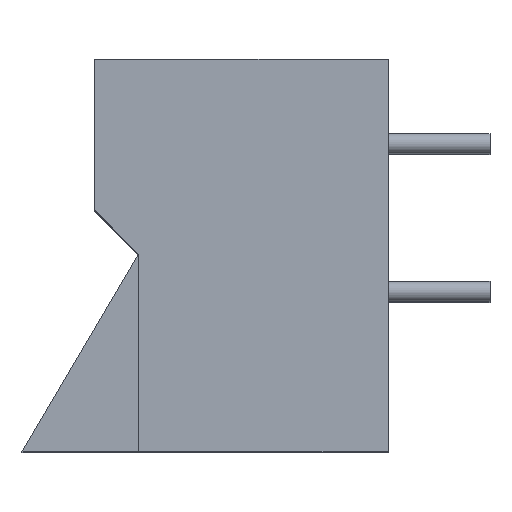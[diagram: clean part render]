
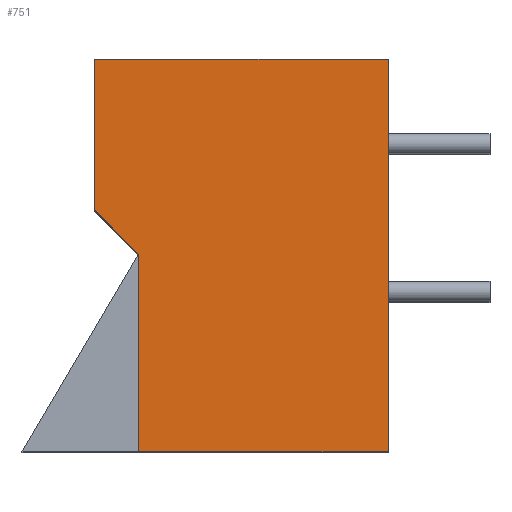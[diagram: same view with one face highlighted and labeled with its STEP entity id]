
A CAD part, top view. The second image highlights one B-rep face of the part: STEP entity #751.
In plain terms, the highlighted planar face has unit normal (0, 0, 1).
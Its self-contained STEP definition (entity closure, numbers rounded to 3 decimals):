
#751=ADVANCED_FACE('',(#1104),#1106,.T.);
#1104=FACE_BOUND('',#1105,.T.);
#1105=EDGE_LOOP('',(#1312,#1313,#1314,#1315,#1316,#1317));
#1106=PLANE('',#1107);
#1107=AXIS2_PLACEMENT_3D('',#1108,#1109,#1110);
#1108=CARTESIAN_POINT('',(0.,0.,0.));
#1109=DIRECTION('',(0.,0.,1.));
#1110=DIRECTION('',(1.,0.,0.));
#1312=ORIENTED_EDGE('',*,*,#1411,.T.);
#1313=ORIENTED_EDGE('',*,*,#1415,.T.);
#1314=ORIENTED_EDGE('',*,*,#1418,.T.);
#1315=ORIENTED_EDGE('',*,*,#1421,.T.);
#1316=ORIENTED_EDGE('',*,*,#1424,.T.);
#1317=ORIENTED_EDGE('',*,*,#1426,.T.);
#1411=EDGE_CURVE('',#1578,#1576,#1579,.T.);
#1415=EDGE_CURVE('',#1576,#1583,#1585,.T.);
#1418=EDGE_CURVE('',#1583,#1588,#1590,.T.);
#1421=EDGE_CURVE('',#1588,#1593,#1595,.T.);
#1424=EDGE_CURVE('',#1593,#1598,#1600,.T.);
#1426=EDGE_CURVE('',#1598,#1578,#1602,.T.);
#1576=VERTEX_POINT('',#1941);
#1578=VERTEX_POINT('',#1945);
#1579=LINE('',#1946,#1947);
#1583=VERTEX_POINT('',#1956);
#1585=LINE('',#1960,#1961);
#1588=VERTEX_POINT('',#1967);
#1590=LINE('',#1971,#1972);
#1593=VERTEX_POINT('',#1978);
#1595=LINE('',#1982,#1983);
#1598=VERTEX_POINT('',#1989);
#1600=LINE('',#1993,#1994);
#1602=LINE('',#1999,#2000);
#1941=CARTESIAN_POINT('',(10.1,0.,0.));
#1945=CARTESIAN_POINT('',(10.1,-13.513,0.));
#1946=CARTESIAN_POINT('',(10.1,-13.513,0.));
#1947=VECTOR('',#1948,1.);
#1948=DIRECTION('',(0.,1.,0.));
#1956=CARTESIAN_POINT('',(0.,0.,0.));
#1960=CARTESIAN_POINT('',(10.1,0.,0.));
#1961=VECTOR('',#1962,1.);
#1962=DIRECTION('',(-1.,0.,0.));
#1967=CARTESIAN_POINT('',(0.,-5.19,0.));
#1971=CARTESIAN_POINT('',(0.,0.,0.));
#1972=VECTOR('',#1973,1.);
#1973=DIRECTION('',(0.,-1.,0.));
#1978=CARTESIAN_POINT('',(1.5,-6.713,0.));
#1982=CARTESIAN_POINT('',(0.,-5.19,0.));
#1983=VECTOR('',#1984,1.);
#1984=DIRECTION('',(0.702,-0.712,0.));
#1989=CARTESIAN_POINT('',(1.5,-13.513,0.));
#1993=CARTESIAN_POINT('',(1.5,-6.713,0.));
#1994=VECTOR('',#1995,1.);
#1995=DIRECTION('',(0.,-1.,0.));
#1999=CARTESIAN_POINT('',(1.5,-13.513,0.));
#2000=VECTOR('',#2001,1.);
#2001=DIRECTION('',(1.,0.,0.));
